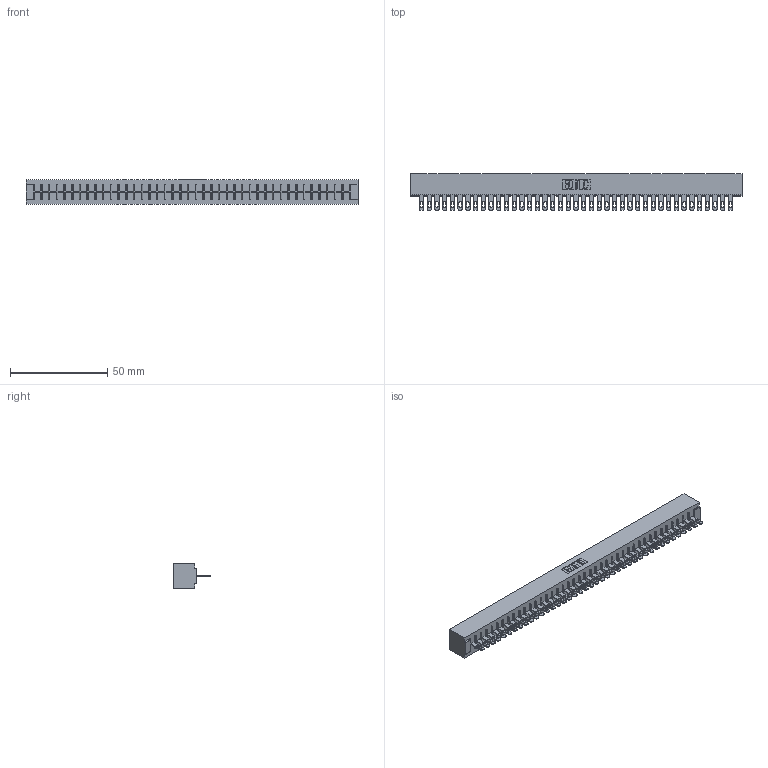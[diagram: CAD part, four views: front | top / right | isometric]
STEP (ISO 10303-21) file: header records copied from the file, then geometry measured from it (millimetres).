
FILE_DESCRIPTION (( 'STEP AP203' ), '1' );
FILE_NAME ('316-041-500-101.STEP', '2018-07-31T05:28:19', ( '' ), ( '' ), 'SwSTEP 2.0', 'SolidWorks 2016', '' );
FILE_SCHEMA (( 'CONFIG_CONTROL_DESIGN' ));
Length unit declared in the file: inch
Products named in the file (3): 306 Part_No Mounting; 306-290-001_100; 316-041-500-101
Assembly tree (42 placements, depth 2):
  316-041-500-101
    306 Part_No Mounting
    306-290-001_100  x41
Bounding box: 170.33 x 18.87 x 12.7 mm (x, y, z)
Volume: 19547.2 mm3; surface area: 20903.2 mm2
Topology: 42 solids, 42 shells, 3224 faces, 9107 edges, 5850 vertices
Faces by surface type: plane 2114, cylinder 946, sphere 164
Entity records: 38250 total; most frequent: CARTESIAN_POINT 6422, ORIENTED_EDGE 6366, DIRECTION 6333, EDGE_CURVE 3183, VECTOR 2491, LINE 2491, VERTEX_POINT 2010, AXIS2_PLACEMENT_3D 1921
